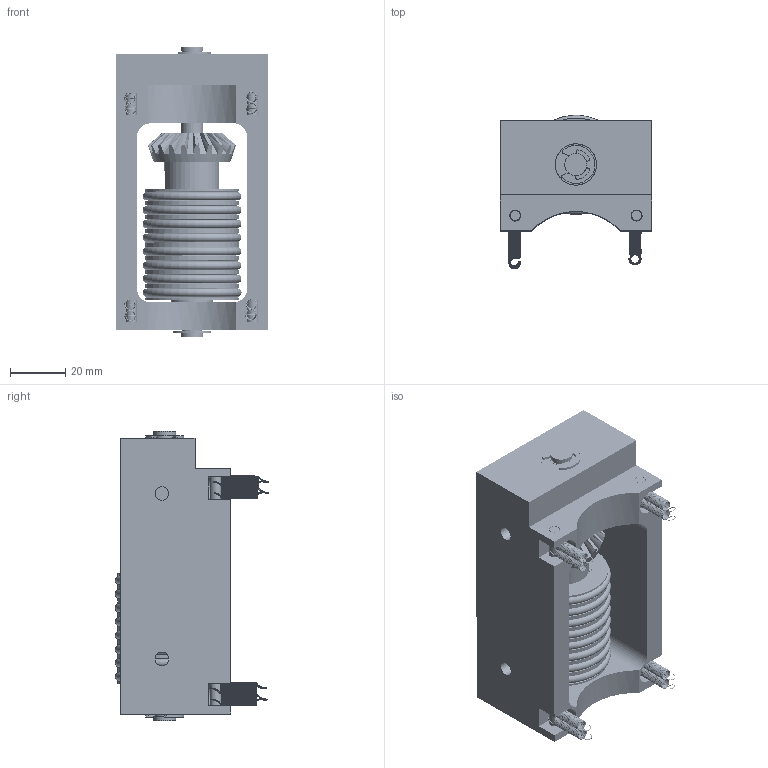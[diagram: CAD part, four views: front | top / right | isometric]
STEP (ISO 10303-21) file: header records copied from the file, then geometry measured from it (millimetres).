
FILE_DESCRIPTION(/* description */ (''),/* implementation_level */ '2;1');
FILE_NAME(/* name */ 'AssemblageStep2Assembled.stp',/* time_stamp */ '2022-05-31T12:32:07+02:00',/* author */ ('Nathann'),/* organization */ (''),/* preprocessor_version */ 'ST-DEVELOPER v16.13',/* originating_system */ 'Autodesk Inventor 2018',/* authorisation */ '');
FILE_SCHEMA (('AUTOMOTIVE_DESIGN { 1 0 10303 214 3 1 1 }'));
Length unit declared in the file: millimetre
Products named in the file (11): AssemblagePiecePresentation; 2810N4_PlasticMiterGear; AxeHorizontalRoller; CarterRouleau; Roller; 57785K314_Food Industry Dry-Running Sleeve Bearing; 93600A531_316 Stainless Steel Dowel Pin; 98317A224_Side-Mount External Retaining Ring; JointTorique; 1942N55_Corrosion-Resistant Extension Springs with Hook Ends; 2977N12_Rounded Machine Key
Assembly tree (31 placements, depth 2):
  AssemblagePiecePresentation
    1942N55_Corrosion-Resistant Extension Springs with Hook Ends  x8
    2810N4_PlasticMiterGear
    93600A531_316 Stainless Steel Dowel Pin  x4
    98317A224_Side-Mount External Retaining Ring  x2
    AxeHorizontalRoller
    CarterRouleau
    JointTorique  x8
    Roller
    57785K314_Food Industry Dry-Running Sleeve Bearing  x3
    2977N12_Rounded Machine Key  x2
Bounding box: 55.07 x 55.74 x 105.01 mm (x, y, z)
Volume: 139459.4 mm3; surface area: 59234.7 mm2
Topology: 31 solids, 31 shells, 404 faces, 977 edges, 632 vertices
Faces by surface type: bspline 140, plane 119, cylinder 94, cone 32, torus 19
Full cylindrical faces by diameter (mm): 4 x12, 5 x8, 7 x2, 8 x3, 8.025 x3, 10 x2, 10.015 x3, 15 x5, 20 x1, 34 x9
Entity records: 18153 total; most frequent: CARTESIAN_POINT 11857, ORIENTED_EDGE 1198, DIRECTION 1126, EDGE_CURVE 599, AXIS2_PLACEMENT_3D 449, VERTEX_POINT 424, EDGE_LOOP 343, FACE_OUTER_BOUND 256
